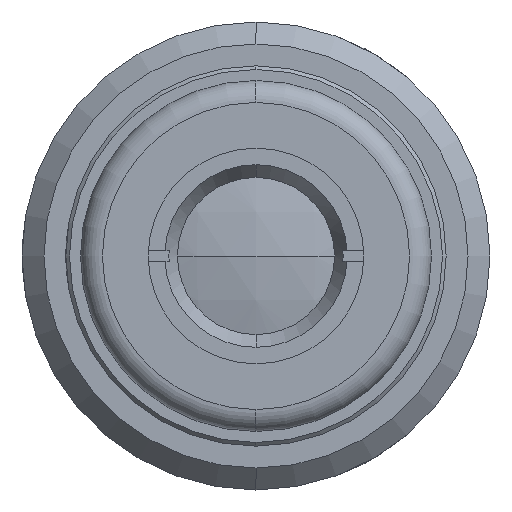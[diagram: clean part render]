
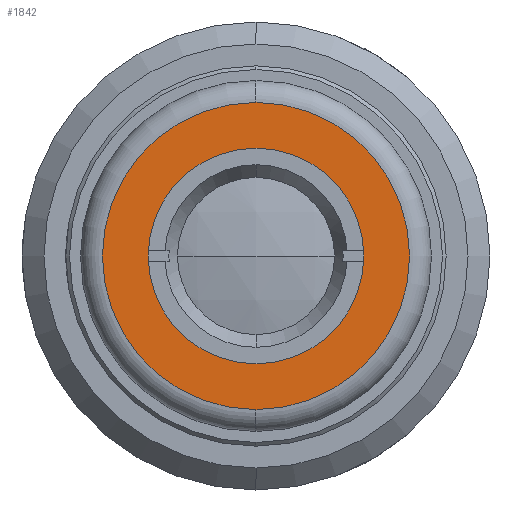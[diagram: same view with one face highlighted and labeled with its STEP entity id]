
A CAD part, left-side view. The second image highlights one B-rep face of the part: STEP entity #1842.
In plain terms, the highlighted planar face has unit normal (-1, 0, 0).
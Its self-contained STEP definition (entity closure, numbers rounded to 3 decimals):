
#18 = CARTESIAN_POINT ( 'NONE',  ( -33.9, 0., -14.75 ) ) ;
#69 = AXIS2_PLACEMENT_3D ( 'NONE', #1533, #2449, #2744 ) ;
#142 = DIRECTION ( 'NONE',  ( 0., 0., 1. ) ) ;
#250 = DIRECTION ( 'NONE',  ( 0., 0., -1. ) ) ;
#262 = CARTESIAN_POINT ( 'NONE',  ( -33.9, 0., 0. ) ) ;
#298 = CIRCLE ( 'NONE', #3052, 14.75 ) ;
#341 = CARTESIAN_POINT ( 'NONE',  ( -33.9, 24., 0. ) ) ;
#411 = CARTESIAN_POINT ( 'NONE',  ( -33.9, 0., 14.75 ) ) ;
#563 = PLANE ( 'NONE',  #1985 ) ;
#627 = DIRECTION ( 'NONE',  ( 0., 0., -1. ) ) ;
#858 = DIRECTION ( 'NONE',  ( -1., 0., 0. ) ) ;
#862 = CARTESIAN_POINT ( 'NONE',  ( -33.9, 0., -21. ) ) ;
#885 = FACE_BOUND ( 'NONE', #2195, .T. ) ;
#1007 = CARTESIAN_POINT ( 'NONE',  ( -33.9, 0., 0. ) ) ;
#1032 = CIRCLE ( 'NONE', #3227, 21. ) ;
#1070 = CARTESIAN_POINT ( 'NONE',  ( -33.9, 0., 21. ) ) ;
#1150 = DIRECTION ( 'NONE',  ( -1., 0., 0. ) ) ;
#1356 = EDGE_CURVE ( 'NONE', #1445, #3863, #298, .T. ) ;
#1365 = DIRECTION ( 'NONE',  ( -1., 0., 0. ) ) ;
#1417 = EDGE_LOOP ( 'NONE', ( #1957, #3318 ) ) ;
#1445 = VERTEX_POINT ( 'NONE', #18 ) ;
#1519 = DIRECTION ( 'NONE',  ( 1., 0., 0. ) ) ;
#1533 = CARTESIAN_POINT ( 'NONE',  ( -33.9, 0., 0. ) ) ;
#1731 = AXIS2_PLACEMENT_3D ( 'NONE', #262, #858, #2930 ) ;
#1842 = ADVANCED_FACE ( 'NONE', ( #3138, #885 ), #563, .F. ) ;
#1932 = ORIENTED_EDGE ( 'NONE', *, *, #1356, .F. ) ;
#1957 = ORIENTED_EDGE ( 'NONE', *, *, #2583, .T. ) ;
#1985 = AXIS2_PLACEMENT_3D ( 'NONE', #341, #1519, #627 ) ;
#2063 = CARTESIAN_POINT ( 'NONE',  ( -33.9, 0., 0. ) ) ;
#2195 = EDGE_LOOP ( 'NONE', ( #2587, #1932 ) ) ;
#2449 = DIRECTION ( 'NONE',  ( -1., 0., 0. ) ) ;
#2582 = VERTEX_POINT ( 'NONE', #862 ) ;
#2583 = EDGE_CURVE ( 'NONE', #2582, #2954, #1032, .T. ) ;
#2587 = ORIENTED_EDGE ( 'NONE', *, *, #3695, .F. ) ;
#2616 = CIRCLE ( 'NONE', #69, 14.75 ) ;
#2744 = DIRECTION ( 'NONE',  ( 0., 0., 1. ) ) ;
#2930 = DIRECTION ( 'NONE',  ( 0., 0., -1. ) ) ;
#2954 = VERTEX_POINT ( 'NONE', #1070 ) ;
#3052 = AXIS2_PLACEMENT_3D ( 'NONE', #1007, #1365, #142 ) ;
#3067 = EDGE_CURVE ( 'NONE', #2954, #2582, #3611, .T. ) ;
#3138 = FACE_OUTER_BOUND ( 'NONE', #1417, .T. ) ;
#3227 = AXIS2_PLACEMENT_3D ( 'NONE', #2063, #1150, #250 ) ;
#3318 = ORIENTED_EDGE ( 'NONE', *, *, #3067, .T. ) ;
#3611 = CIRCLE ( 'NONE', #1731, 21. ) ;
#3695 = EDGE_CURVE ( 'NONE', #3863, #1445, #2616, .T. ) ;
#3863 = VERTEX_POINT ( 'NONE', #411 ) ;
